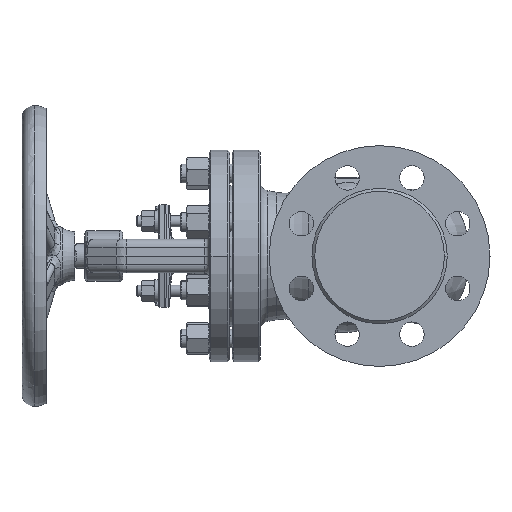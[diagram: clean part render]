
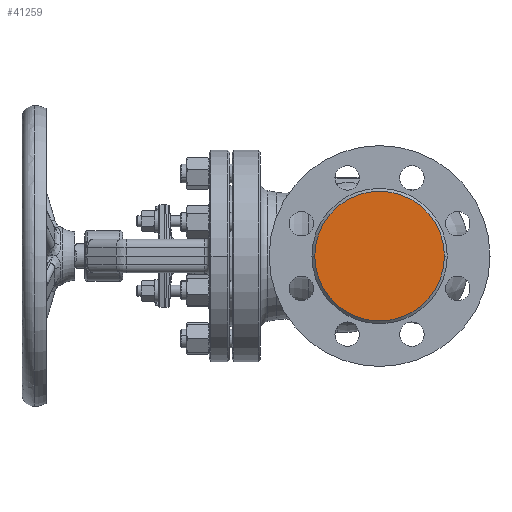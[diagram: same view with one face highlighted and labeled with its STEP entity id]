
A CAD part, left-side view. The second image highlights one B-rep face of the part: STEP entity #41259.
In plain terms, the highlighted planar face has unit normal (-1, 0, 0).
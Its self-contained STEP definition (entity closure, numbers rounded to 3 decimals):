
#3676 = DIRECTION ( 'NONE',  ( 0., -1., 0. ) ) ;
#5745 = AXIS2_PLACEMENT_3D ( 'NONE', #23723, #63175, #29403 ) ;
#17885 = VERTEX_POINT ( 'NONE', #24564 ) ;
#23258 = CIRCLE ( 'NONE', #68367, 69. ) ;
#23723 = CARTESIAN_POINT ( 'NONE',  ( -190., 0., 0. ) ) ;
#24564 = CARTESIAN_POINT ( 'NONE',  ( -190., 69., 0. ) ) ;
#26872 = DIRECTION ( 'NONE',  ( -1., 0., 0. ) ) ;
#29403 = DIRECTION ( 'NONE',  ( 0., -1., 0. ) ) ;
#30129 = VERTEX_POINT ( 'NONE', #64474 ) ;
#32840 = CIRCLE ( 'NONE', #5745, 69. ) ;
#35435 = EDGE_CURVE ( 'NONE', #30129, #17885, #32840, .T. ) ;
#37487 = DIRECTION ( 'NONE',  ( -1., 0., 0. ) ) ;
#41259 = ADVANCED_FACE ( 'NONE', ( #59314 ), #60636, .T. ) ;
#46713 = AXIS2_PLACEMENT_3D ( 'NONE', #60404, #26872, #66266 ) ;
#48877 = ORIENTED_EDGE ( 'NONE', *, *, #35435, .T. ) ;
#52956 = EDGE_LOOP ( 'NONE', ( #55644, #48877 ) ) ;
#55644 = ORIENTED_EDGE ( 'NONE', *, *, #72888, .T. ) ;
#59314 = FACE_OUTER_BOUND ( 'NONE', #52956, .T. ) ;
#60404 = CARTESIAN_POINT ( 'NONE',  ( -190., 40., 0. ) ) ;
#60636 = PLANE ( 'NONE',  #46713 ) ;
#63175 = DIRECTION ( 'NONE',  ( -1., 0., 0. ) ) ;
#64474 = CARTESIAN_POINT ( 'NONE',  ( -190., -69., 0. ) ) ;
#66266 = DIRECTION ( 'NONE',  ( 0., -1., 0. ) ) ;
#68367 = AXIS2_PLACEMENT_3D ( 'NONE', #71276, #37487, #3676 ) ;
#71276 = CARTESIAN_POINT ( 'NONE',  ( -190., 0., 0. ) ) ;
#72888 = EDGE_CURVE ( 'NONE', #17885, #30129, #23258, .T. ) ;
